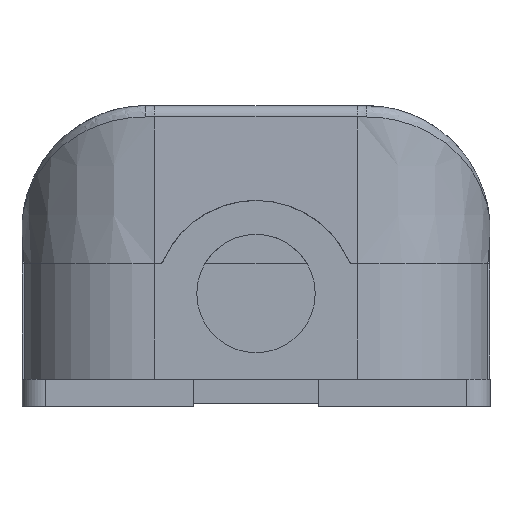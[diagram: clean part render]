
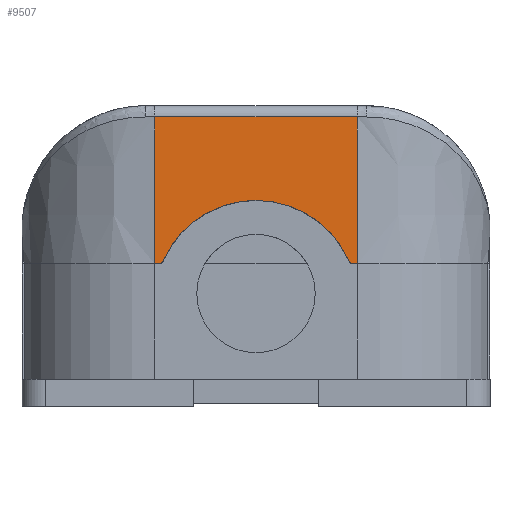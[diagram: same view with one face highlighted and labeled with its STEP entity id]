
A CAD part, front view. The second image highlights one B-rep face of the part: STEP entity #9507.
In plain terms, the highlighted planar face has unit normal (0, -1, 0.006).
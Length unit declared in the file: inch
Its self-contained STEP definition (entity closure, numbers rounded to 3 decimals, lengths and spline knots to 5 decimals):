
#304 = ORIENTED_EDGE ( 'NONE', *, *, #1997, .F. ) ;
#486 = CARTESIAN_POINT ( 'NONE',  ( 0.9252, -2.84044, 0.99606 ) ) ;
#951 = CARTESIAN_POINT ( 'NONE',  ( 0.95432, -2.84044, 0.99606 ) ) ;
#987 = CARTESIAN_POINT ( 'NONE',  ( 0., -2.84044, 0.99606 ) ) ;
#1997 = EDGE_CURVE ( 'NONE', #10134, #14227, #14210, .T. ) ;
#2463 = VERTEX_POINT ( 'NONE', #11789 ) ;
#2551 =( BOUNDED_CURVE ( )  B_SPLINE_CURVE ( 3, ( #951, #18159, #6662, #15259 ),
 .UNSPECIFIED., .F., .F. ) 
 B_SPLINE_CURVE_WITH_KNOTS ( ( 4, 4 ),
 ( 0., 1.15118 ),
 .UNSPECIFIED. ) 
 CURVE ( )  GEOMETRIC_REPRESENTATION_ITEM ( )  RATIONAL_B_SPLINE_CURVE ( ( 1., 0.893, 0.893, 1. ) ) 
 REPRESENTATION_ITEM ( '' )  );
#2562 = VERTEX_POINT ( 'NONE', #486 ) ;
#2806 = DIRECTION ( 'NONE',  ( 0., -1., 0.006 ) ) ;
#3328 = LINE ( 'NONE', #10609, #14715 ) ;
#3502 = EDGE_CURVE ( 'NONE', #7936, #14979, #2551, .T. ) ;
#3520 = DIRECTION ( 'NONE',  ( 1., 0., 0. ) ) ;
#3606 = ORIENTED_EDGE ( 'NONE', *, *, #5198, .T. ) ;
#3645 = CARTESIAN_POINT ( 'NONE',  ( 2.28104, -2.84032, 1.01706 ) ) ;
#4085 = EDGE_CURVE ( 'NONE', #17020, #17218, #8864, .T. ) ;
#4495 = EDGE_CURVE ( 'NONE', #2562, #7936, #6097, .T. ) ;
#5085 = EDGE_CURVE ( 'NONE', #14979, #17020, #16479, .T. ) ;
#5095 = CARTESIAN_POINT ( 'NONE',  ( 2.3134, -2.84044, 0.99606 ) ) ;
#5198 = EDGE_CURVE ( 'NONE', #17103, #14227, #6203, .T. ) ;
#5326 = ORIENTED_EDGE ( 'NONE', *, *, #11669, .T. ) ;
#5531 = CARTESIAN_POINT ( 'NONE',  ( 1.63386, -2.83788, 1.43701 ) ) ;
#5627 = CARTESIAN_POINT ( 'NONE',  ( 0.81693, -2.83448, 2.02014 ) ) ;
#6008 = DIRECTION ( 'NONE',  ( 1., 0., 0. ) ) ;
#6056 = CARTESIAN_POINT ( 'NONE',  ( 2.34252, -2.83448, 2.02014 ) ) ;
#6097 = LINE ( 'NONE', #7320, #16981 ) ;
#6203 = LINE ( 'NONE', #7522, #10050 ) ;
#6317 = CARTESIAN_POINT ( 'NONE',  ( 2.34252, -2.84044, 0.99606 ) ) ;
#6631 = ORIENTED_EDGE ( 'NONE', *, *, #4085, .T. ) ;
#6662 = CARTESIAN_POINT ( 'NONE',  ( 0.98081, -2.84039, 1.0039 ) ) ;
#7142 = CARTESIAN_POINT ( 'NONE',  ( 1.10406, -2.83879, 1.28018 ) ) ;
#7320 = CARTESIAN_POINT ( 'NONE',  ( 2.62524, -2.84044, 0.99606 ) ) ;
#7441 = LINE ( 'NONE', #13483, #17042 ) ;
#7522 = CARTESIAN_POINT ( 'NONE',  ( 2.34252, -2.84044, 0.99606 ) ) ;
#7530 = DIRECTION ( 'NONE',  ( 0., -0.006, -1. ) ) ;
#7936 = VERTEX_POINT ( 'NONE', #9903 ) ;
#8018 = ORIENTED_EDGE ( 'NONE', *, *, #17390, .T. ) ;
#8431 = ORIENTED_EDGE ( 'NONE', *, *, #15711, .T. ) ;
#8492 = PLANE ( 'NONE',  #10042 ) ;
#8864 =( BOUNDED_CURVE ( )  B_SPLINE_CURVE ( 3, ( #15678, #18387, #14251, #13879 ),
 .UNSPECIFIED., .F., .T. ) 
 B_SPLINE_CURVE_WITH_KNOTS ( ( 4, 4 ),
 ( 0., 1.15118 ),
 .UNSPECIFIED. ) 
 CURVE ( )  GEOMETRIC_REPRESENTATION_ITEM ( )  RATIONAL_B_SPLINE_CURVE ( ( 1., 0.893, 0.893, 1. ) ) 
 REPRESENTATION_ITEM ( '' )  );
#9451 = CARTESIAN_POINT ( 'NONE',  ( 2.28691, -2.84039, 1.0039 ) ) ;
#9507 = ADVANCED_FACE ( 'NONE', ( #14244 ), #8492, .T. ) ;
#9903 = CARTESIAN_POINT ( 'NONE',  ( 0.95432, -2.84044, 0.99606 ) ) ;
#9908 = DIRECTION ( 'NONE',  ( 0., -0.006, -1. ) ) ;
#10042 = AXIS2_PLACEMENT_3D ( 'NONE', #987, #2806, #9908 ) ;
#10050 = VECTOR ( 'NONE', #10453, 39.37008 ) ;
#10134 = VERTEX_POINT ( 'NONE', #10986 ) ;
#10453 = DIRECTION ( 'NONE',  ( 0., 0.006, 1. ) ) ;
#10609 = CARTESIAN_POINT ( 'NONE',  ( 2.62524, -2.84044, 0.99606 ) ) ;
#10686 = VECTOR ( 'NONE', #16627, 39.37008 ) ;
#10986 = CARTESIAN_POINT ( 'NONE',  ( 0.9252, -2.83448, 2.02014 ) ) ;
#11089 = EDGE_LOOP ( 'NONE', ( #8018, #3606, #304, #5326, #16738, #11302, #14531, #6631, #8431 ) ) ;
#11302 = ORIENTED_EDGE ( 'NONE', *, *, #3502, .T. ) ;
#11669 = EDGE_CURVE ( 'NONE', #10134, #2562, #7441, .T. ) ;
#11789 = CARTESIAN_POINT ( 'NONE',  ( 2.3134, -2.84044, 0.99606 ) ) ;
#12386 = CARTESIAN_POINT ( 'NONE',  ( 2.28104, -2.84032, 1.01706 ) ) ;
#12487 = CARTESIAN_POINT ( 'NONE',  ( 2.29899, -2.84044, 0.99606 ) ) ;
#13259 = CARTESIAN_POINT ( 'NONE',  ( 0.98668, -2.84032, 1.01706 ) ) ;
#13483 = CARTESIAN_POINT ( 'NONE',  ( 0.9252, -2.84044, 0.99606 ) ) ;
#13879 = CARTESIAN_POINT ( 'NONE',  ( 2.28104, -2.84032, 1.01706 ) ) ;
#14210 = LINE ( 'NONE', #5627, #10686 ) ;
#14227 = VERTEX_POINT ( 'NONE', #6056 ) ;
#14244 = FACE_OUTER_BOUND ( 'NONE', #11089, .T. ) ;
#14251 = CARTESIAN_POINT ( 'NONE',  ( 2.16366, -2.83879, 1.28018 ) ) ;
#14513 = CARTESIAN_POINT ( 'NONE',  ( 1.34574, -2.83788, 1.43701 ) ) ;
#14531 = ORIENTED_EDGE ( 'NONE', *, *, #5085, .T. ) ;
#14715 = VECTOR ( 'NONE', #3520, 39.37008 ) ;
#14979 = VERTEX_POINT ( 'NONE', #13259 ) ;
#15259 = CARTESIAN_POINT ( 'NONE',  ( 0.98668, -2.84032, 1.01706 ) ) ;
#15678 = CARTESIAN_POINT ( 'NONE',  ( 1.63386, -2.83788, 1.43701 ) ) ;
#15711 = EDGE_CURVE ( 'NONE', #17218, #2463, #17461, .T. ) ;
#16479 =( BOUNDED_CURVE ( )  B_SPLINE_CURVE ( 3, ( #17150, #7142, #14513, #5531 ),
 .UNSPECIFIED., .F., .F. ) 
 B_SPLINE_CURVE_WITH_KNOTS ( ( 4, 4 ),
 ( 5.132, 6.28319 ),
 .UNSPECIFIED. ) 
 CURVE ( )  GEOMETRIC_REPRESENTATION_ITEM ( )  RATIONAL_B_SPLINE_CURVE ( ( 1., 0.893, 0.893, 1. ) ) 
 REPRESENTATION_ITEM ( '' )  );
#16627 = DIRECTION ( 'NONE',  ( 1., 0., 0. ) ) ;
#16738 = ORIENTED_EDGE ( 'NONE', *, *, #4495, .T. ) ;
#16981 = VECTOR ( 'NONE', #6008, 39.37008 ) ;
#17020 = VERTEX_POINT ( 'NONE', #17733 ) ;
#17042 = VECTOR ( 'NONE', #7530, 39.37008 ) ;
#17103 = VERTEX_POINT ( 'NONE', #6317 ) ;
#17150 = CARTESIAN_POINT ( 'NONE',  ( 0.98668, -2.84032, 1.01706 ) ) ;
#17218 = VERTEX_POINT ( 'NONE', #3645 ) ;
#17390 = EDGE_CURVE ( 'NONE', #2463, #17103, #3328, .T. ) ;
#17461 =( BOUNDED_CURVE ( )  B_SPLINE_CURVE ( 3, ( #12386, #9451, #12487, #5095 ),
 .UNSPECIFIED., .F., .T. ) 
 B_SPLINE_CURVE_WITH_KNOTS ( ( 4, 4 ),
 ( 1.99041, 3.14159 ),
 .UNSPECIFIED. ) 
 CURVE ( )  GEOMETRIC_REPRESENTATION_ITEM ( )  RATIONAL_B_SPLINE_CURVE ( ( 1., 0.893, 0.893, 1. ) ) 
 REPRESENTATION_ITEM ( '' )  );
#17733 = CARTESIAN_POINT ( 'NONE',  ( 1.63386, -2.83788, 1.43701 ) ) ;
#18159 = CARTESIAN_POINT ( 'NONE',  ( 0.96872, -2.84044, 0.99606 ) ) ;
#18387 = CARTESIAN_POINT ( 'NONE',  ( 1.92197, -2.83788, 1.43701 ) ) ;
